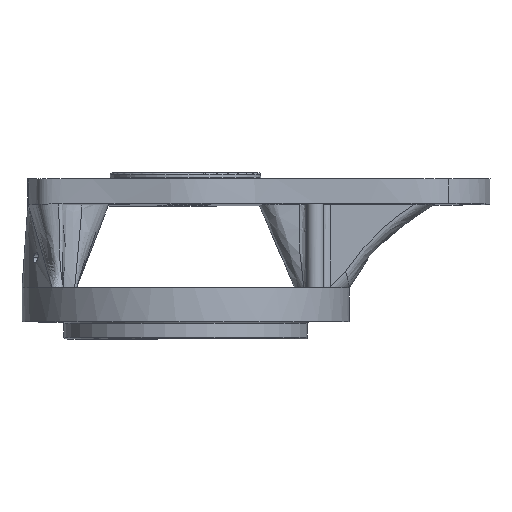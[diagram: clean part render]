
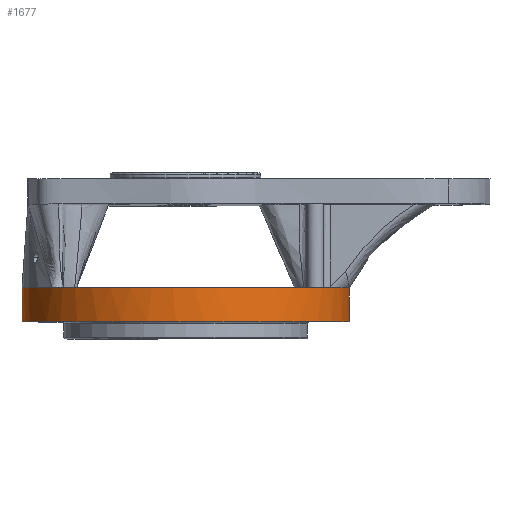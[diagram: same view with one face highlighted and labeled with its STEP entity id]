
A CAD part, front view. The second image highlights one B-rep face of the part: STEP entity #1677.
In plain terms, the highlighted cylindrical face has radius 97.55 mm (diameter 195.1 mm), a partial arc.
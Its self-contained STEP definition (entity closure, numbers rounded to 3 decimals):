
#88 = VERTEX_POINT ( 'NONE', #4789 ) ;
#433 = CARTESIAN_POINT ( 'NONE',  ( 97.55, -195.1, -84.995 ) ) ;
#445 = CARTESIAN_POINT ( 'NONE',  ( -85.143, -47.872, -64.915 ) ) ;
#496 = CARTESIAN_POINT ( 'NONE',  ( -97.165, -9.994, -64.915 ) ) ;
#800 = EDGE_CURVE ( 'NONE', #1771, #3529, #4442, .T. ) ;
#988 = VECTOR ( 'NONE', #4973, 1000. ) ;
#1027 = CARTESIAN_POINT ( 'NONE',  ( 97.551, -0.167, -64.915 ) ) ;
#1031 = CARTESIAN_POINT ( 'NONE',  ( -79.68, -56.277, -64.915 ) ) ;
#1079 = CARTESIAN_POINT ( 'NONE',  ( 86.253, -45.813, -64.915 ) ) ;
#1104 = CARTESIAN_POINT ( 'NONE',  ( -97.55, 0., -85.3 ) ) ;
#1145 = EDGE_CURVE ( 'NONE', #3845, #5932, #7466, .T. ) ;
#1175 = CYLINDRICAL_SURFACE ( 'NONE', #7189, 97.55 ) ;
#1182 = CARTESIAN_POINT ( 'NONE',  ( -37.191, -90.527, -64.915 ) ) ;
#1187 = ORIENTED_EDGE ( 'NONE', *, *, #2804, .T. ) ;
#1195 = CARTESIAN_POINT ( 'NONE',  ( 97.55, 0., -85.143 ) ) ;
#1208 = CARTESIAN_POINT ( 'NONE',  ( -89.589, -38.921, -64.915 ) ) ;
#1319 = ORIENTED_EDGE ( 'NONE', *, *, #800, .T. ) ;
#1340 = CARTESIAN_POINT ( 'NONE',  ( 17.21, -96.343, -64.915 ) ) ;
#1358 = LINE ( 'NONE', #3603, #988 ) ;
#1677 = ADVANCED_FACE ( 'NONE', ( #3332 ), #1175, .T. ) ;
#1735 = CARTESIAN_POINT ( 'NONE',  ( 97.534, -5.051, -64.915 ) ) ;
#1771 = VERTEX_POINT ( 'NONE', #9015 ) ;
#1782 = CARTESIAN_POINT ( 'NONE',  ( 91.984, -32.823, -64.915 ) ) ;
#1792 = B_SPLINE_CURVE_WITH_KNOTS ( 'NONE', 3,
 ( #4115, #6904, #445, #1208, #8393, #3318, #6951, #496, #6243, #1946 ),
 .UNSPECIFIED., .F., .F.,
 ( 4, 2, 2, 2, 4 ),
 ( 0.402, 0.427, 0.451, 0.476, 0.5 ),
 .UNSPECIFIED. ) ;
#1914 = CARTESIAN_POINT ( 'NONE',  ( 0., 0., -85.452 ) ) ;
#1946 = CARTESIAN_POINT ( 'NONE',  ( -97.55, 0., -64.915 ) ) ;
#1966 = CARTESIAN_POINT ( 'NONE',  ( -29.722, -93.246, -64.915 ) ) ;
#2032 = CARTESIAN_POINT ( 'NONE',  ( 76.953, -60.469, -64.915 ) ) ;
#2120 = CARTESIAN_POINT ( 'NONE',  ( -97.55, 0., -64.915 ) ) ;
#2324 = DIRECTION ( 'NONE',  ( 0., 0., 1. ) ) ;
#2379 = CARTESIAN_POINT ( 'NONE',  ( -79.687, -56.267, -64.915 ) ) ;
#2435 = VECTOR ( 'NONE', #2324, 1000. ) ;
#2503 = EDGE_CURVE ( 'NONE', #88, #4743, #1792, .T. ) ;
#2742 = CARTESIAN_POINT ( 'NONE',  ( 53.706, -81.817, -64.915 ) ) ;
#2764 = DIRECTION ( 'NONE',  ( 1., 0., 0. ) ) ;
#2788 = CARTESIAN_POINT ( 'NONE',  ( 60.168, -77.189, -64.915 ) ) ;
#2804 = EDGE_CURVE ( 'NONE', #3529, #3796, #6081, .T. ) ;
#2823 = VERTEX_POINT ( 'NONE', #3480 ) ;
#3178 = CARTESIAN_POINT ( 'NONE',  ( 97.55, 0., -85.452 ) ) ;
#3318 = CARTESIAN_POINT ( 'NONE',  ( -94.49, -24.749, -64.915 ) ) ;
#3331 = CARTESIAN_POINT ( 'NONE',  ( 83.926, -49.948, -64.915 ) ) ;
#3332 = FACE_OUTER_BOUND ( 'NONE', #4004, .T. ) ;
#3480 = CARTESIAN_POINT ( 'NONE',  ( -97.55, 0., -85.3 ) ) ;
#3521 = ORIENTED_EDGE ( 'NONE', *, *, #4209, .F. ) ;
#3529 = VERTEX_POINT ( 'NONE', #8459 ) ;
#3541 = CARTESIAN_POINT ( 'NONE',  ( 39.857, -89.385, -64.915 ) ) ;
#3582 = CARTESIAN_POINT ( 'NONE',  ( 97.549, 0., -64.915 ) ) ;
#3603 = CARTESIAN_POINT ( 'NONE',  ( -97.55, 0., -85.452 ) ) ;
#3794 = CARTESIAN_POINT ( 'NONE',  ( 97.55, -0.06, -64.915 ) ) ;
#3796 = VERTEX_POINT ( 'NONE', #5622 ) ;
#3842 = ORIENTED_EDGE ( 'NONE', *, *, #4086, .F. ) ;
#3845 = VERTEX_POINT ( 'NONE', #5468 ) ;
#4004 = EDGE_LOOP ( 'NONE', ( #3521, #7563, #6060, #3842, #1319, #1187, #7281, #6545 ) ) ;
#4086 = EDGE_CURVE ( 'NONE', #1771, #5932, #8436, .T. ) ;
#4115 = CARTESIAN_POINT ( 'NONE',  ( -79.693, -56.258, -64.915 ) ) ;
#4201 = CARTESIAN_POINT ( 'NONE',  ( -6.445, -97.656, -64.915 ) ) ;
#4209 = EDGE_CURVE ( 'NONE', #2823, #4743, #1358, .T. ) ;
#4442 = B_SPLINE_CURVE_WITH_KNOTS ( 'NONE', 3,
 ( #6021, #1735, #8925, #5359, #8230, #1782, #7526, #1079, #3331, #9014 ),
 .UNSPECIFIED., .F., .F.,
 ( 4, 2, 2, 2, 4 ),
 ( 0.001, 0.024, 0.047, 0.07, 0.093 ),
 .UNSPECIFIED. ) ;
#4743 = VERTEX_POINT ( 'NONE', #2120 ) ;
#4789 = CARTESIAN_POINT ( 'NONE',  ( -79.693, -56.258, -64.915 ) ) ;
#4904 = CARTESIAN_POINT ( 'NONE',  ( 97.549, 0., -64.915 ) ) ;
#4908 = CARTESIAN_POINT ( 'NONE',  ( 9.335, -97.422, -64.915 ) ) ;
#4973 = DIRECTION ( 'NONE',  ( 0., 0., 1. ) ) ;
#5306 = CARTESIAN_POINT ( 'NONE',  ( 97.549, -0.32, -64.915 ) ) ;
#5310 = CARTESIAN_POINT ( 'NONE',  ( -79.691, -56.261, -64.915 ) ) ;
#5359 = CARTESIAN_POINT ( 'NONE',  ( 95.771, -19.14, -64.915 ) ) ;
#5367 = EDGE_CURVE ( 'NONE', #3845, #2823, #7524, .T. ) ;
#5468 = CARTESIAN_POINT ( 'NONE',  ( 97.55, 0., -85.143 ) ) ;
#5621 = CARTESIAN_POINT ( 'NONE',  ( 32.472, -92.325, -64.915 ) ) ;
#5622 = CARTESIAN_POINT ( 'NONE',  ( -79.68, -56.277, -64.915 ) ) ;
#5629 = B_SPLINE_CURVE_WITH_KNOTS ( 'NONE', 3,
 ( #1031, #7337, #2379, #5310, #8137 ),
 .UNSPECIFIED., .F., .F.,
 ( 4, 1, 4 ),
 ( 0.402, 0.402, 0.402 ),
 .UNSPECIFIED. ) ;
#5669 = CARTESIAN_POINT ( 'NONE',  ( 71.792, -66.514, -64.915 ) ) ;
#5920 = CARTESIAN_POINT ( 'NONE',  ( 97.55, -0.273, -64.915 ) ) ;
#5932 = VERTEX_POINT ( 'NONE', #4904 ) ;
#6021 = CARTESIAN_POINT ( 'NONE',  ( 97.549, -0.32, -64.915 ) ) ;
#6060 = ORIENTED_EDGE ( 'NONE', *, *, #1145, .T. ) ;
#6081 = B_SPLINE_CURVE_WITH_KNOTS ( 'NONE', 3,
 ( #9184, #2032, #5669, #2788, #2742, #3541, #5621, #1340, #4908, #4201, #7083, #1966, #1182, #8464, #7579, #6263, #7064, #7676 ),
 .UNSPECIFIED., .F., .F.,
 ( 4, 2, 2, 2, 2, 2, 2, 2, 4 ),
 ( 0.093, 0.132, 0.17, 0.209, 0.248, 0.286, 0.325, 0.364, 0.402 ),
 .UNSPECIFIED. ) ;
#6243 = CARTESIAN_POINT ( 'NONE',  ( -97.55, -4.997, -64.915 ) ) ;
#6263 = CARTESIAN_POINT ( 'NONE',  ( -69.79, -68.612, -64.915 ) ) ;
#6545 = ORIENTED_EDGE ( 'NONE', *, *, #2503, .T. ) ;
#6904 = CARTESIAN_POINT ( 'NONE',  ( -82.575, -52.176, -64.915 ) ) ;
#6951 = CARTESIAN_POINT ( 'NONE',  ( -95.636, -19.87, -64.915 ) ) ;
#7064 = CARTESIAN_POINT ( 'NONE',  ( -75.128, -62.722, -64.915 ) ) ;
#7083 = CARTESIAN_POINT ( 'NONE',  ( -14.349, -96.811, -64.915 ) ) ;
#7189 = AXIS2_PLACEMENT_3D ( 'NONE', #1914, #9110, #2764 ) ;
#7281 = ORIENTED_EDGE ( 'NONE', *, *, #7732, .T. ) ;
#7337 = CARTESIAN_POINT ( 'NONE',  ( -79.682, -56.274, -64.915 ) ) ;
#7466 = LINE ( 'NONE', #3178, #2435 ) ;
#7524 =( BOUNDED_CURVE ( )  B_SPLINE_CURVE ( 3, ( #1195, #433, #8901, #1104 ),
 .UNSPECIFIED., .F., .F. ) 
 B_SPLINE_CURVE_WITH_KNOTS ( ( 4, 4 ),
 ( 5.528, 8.67 ),
 .UNSPECIFIED. ) 
 CURVE ( )  GEOMETRIC_REPRESENTATION_ITEM ( )  RATIONAL_B_SPLINE_CURVE ( ( 1., 0.333, 0.333, 1. ) ) 
 REPRESENTATION_ITEM ( '' )  );
#7526 = CARTESIAN_POINT ( 'NONE',  ( 90.281, -37.251, -64.915 ) ) ;
#7563 = ORIENTED_EDGE ( 'NONE', *, *, #5367, .F. ) ;
#7579 = CARTESIAN_POINT ( 'NONE',  ( -57.855, -78.937, -64.915 ) ) ;
#7676 = CARTESIAN_POINT ( 'NONE',  ( -79.68, -56.277, -64.915 ) ) ;
#7732 = EDGE_CURVE ( 'NONE', #3796, #88, #5629, .T. ) ;
#8137 = CARTESIAN_POINT ( 'NONE',  ( -79.693, -56.258, -64.915 ) ) ;
#8230 = CARTESIAN_POINT ( 'NONE',  ( 94.729, -23.767, -64.915 ) ) ;
#8393 = CARTESIAN_POINT ( 'NONE',  ( -91.467, -34.275, -64.915 ) ) ;
#8436 = B_SPLINE_CURVE_WITH_KNOTS ( 'NONE', 3,
 ( #5306, #5920, #1027, #3794, #3582 ),
 .UNSPECIFIED., .F., .F.,
 ( 4, 1, 4 ),
 ( 0.497, 0.5, 0.504 ),
 .UNSPECIFIED. ) ;
#8459 = CARTESIAN_POINT ( 'NONE',  ( 81.313, -53.891, -64.915 ) ) ;
#8464 = CARTESIAN_POINT ( 'NONE',  ( -51.258, -83.372, -64.915 ) ) ;
#8901 = CARTESIAN_POINT ( 'NONE',  ( -97.55, -195.1, -85.152 ) ) ;
#8925 = CARTESIAN_POINT ( 'NONE',  ( 97.174, -9.781, -64.915 ) ) ;
#9014 = CARTESIAN_POINT ( 'NONE',  ( 81.313, -53.891, -64.915 ) ) ;
#9015 = CARTESIAN_POINT ( 'NONE',  ( 97.549, -0.32, -64.915 ) ) ;
#9110 = DIRECTION ( 'NONE',  ( 0., 0., 1. ) ) ;
#9184 = CARTESIAN_POINT ( 'NONE',  ( 81.313, -53.891, -64.915 ) ) ;
